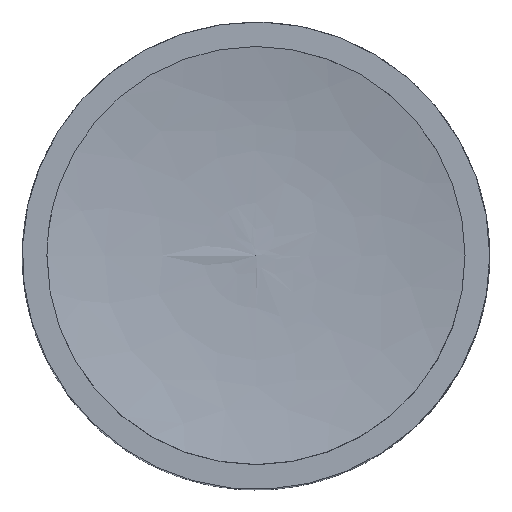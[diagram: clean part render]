
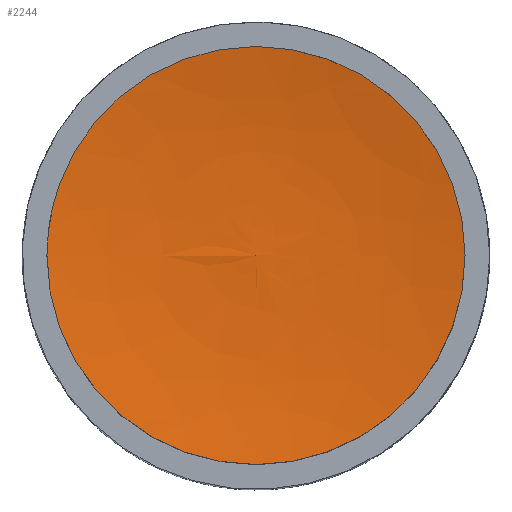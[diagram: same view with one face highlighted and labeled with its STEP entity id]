
A CAD part, top view. The second image highlights one B-rep face of the part: STEP entity #2244.
In plain terms, the highlighted free-form (B-spline) face has degree [2, 2] with [3, 9] control points.
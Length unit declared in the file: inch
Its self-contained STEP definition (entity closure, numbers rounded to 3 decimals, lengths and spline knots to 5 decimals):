
#2194=CARTESIAN_POINT('',(-0.29817,0.10741,1.03543));
#2195=VERTEX_POINT('',#2194);
#2196=CARTESIAN_POINT('',(0.,0.,1.03543));
#2197=DIRECTION('',(0.0,0.0,-1.0));
#2198=DIRECTION('',(-0.941,0.339,0.0));
#2199=AXIS2_PLACEMENT_3D('',#2196,#2197,#2198);
#2200=CIRCLE('',#2199,0.31693);
#2201=EDGE_CURVE('',#2195,#2195,#2200,.T.);
#2206=CARTESIAN_POINT('',(0.,0.,1.01575));
#2207=CARTESIAN_POINT('',(-0.1596,0.,1.00731));
#2208=CARTESIAN_POINT('',(-0.31693,0.,1.03543));
#2209=CARTESIAN_POINT('',(0.,0.,1.01575));
#2210=CARTESIAN_POINT('',(-0.1596,0.1596,1.00731));
#2211=CARTESIAN_POINT('',(-0.31693,0.31693,1.03543));
#2212=CARTESIAN_POINT('',(0.,0.,1.01575));
#2213=CARTESIAN_POINT('',(0.,0.1596,1.00731));
#2214=CARTESIAN_POINT('',(0.,0.31693,1.03543));
#2215=CARTESIAN_POINT('',(0.,0.,1.01575));
#2216=CARTESIAN_POINT('',(0.1596,0.1596,1.00731));
#2217=CARTESIAN_POINT('',(0.31693,0.31693,1.03543));
#2218=CARTESIAN_POINT('',(0.,0.,1.01575));
#2219=CARTESIAN_POINT('',(0.1596,0.,1.00731));
#2220=CARTESIAN_POINT('',(0.31693,0.,1.03543));
#2221=CARTESIAN_POINT('',(0.,0.,1.01575));
#2222=CARTESIAN_POINT('',(0.1596,-0.1596,1.00731));
#2223=CARTESIAN_POINT('',(0.31693,-0.31693,1.03543));
#2224=CARTESIAN_POINT('',(0.,0.,1.01575));
#2225=CARTESIAN_POINT('',(0.,-0.1596,1.00731));
#2226=CARTESIAN_POINT('',(0.,-0.31693,1.03543));
#2227=CARTESIAN_POINT('',(0.,0.,1.01575));
#2228=CARTESIAN_POINT('',(-0.1596,-0.1596,1.00731));
#2229=CARTESIAN_POINT('',(-0.31693,-0.31693,1.03543));
#2230=CARTESIAN_POINT('',(0.,0.,1.01575));
#2231=CARTESIAN_POINT('',(-0.1596,0.,1.00731));
#2232=CARTESIAN_POINT('',(-0.31693,0.,1.03543));
#2240=(BOUNDED_SURFACE()B_SPLINE_SURFACE(2,2,((#2206,#2209,#2212,#2215,#2218,#2221,#2224,#2227,#2230),(#2207,#2210,#2213,#2216,#2219,#2222,#2225,#2228,#2231),(#2208,#2211,#2214,#2217,#2220,#2223,#2226,#2229,#2232)),.UNSPECIFIED.,.F.,.T.,.U.)B_SPLINE_SURFACE_WITH_KNOTS((3,3),(3,2,2,2,3),(-1.62362,-1.39391),(0.0,1.5708,3.14159,4.71239,6.28319),.UNSPECIFIED.)GEOMETRIC_REPRESENTATION_ITEM()RATIONAL_B_SPLINE_SURFACE(((1.0,0.707,1.0,0.707,1.0,0.707,1.0,0.707,1.0),(0.993,0.702,0.993,0.702,0.993,0.702,0.993,0.702,0.993),(1.0,0.707,1.0,0.707,1.0,0.707,1.0,0.707,1.0)))REPRESENTATION_ITEM('')SURFACE());
#2241=ORIENTED_EDGE('',*,*,#2201,.F.);
#2242=EDGE_LOOP('',(#2241));
#2243=FACE_OUTER_BOUND('',#2242,.T.);
#2244=ADVANCED_FACE('',(#2243),#2240,.F.);
